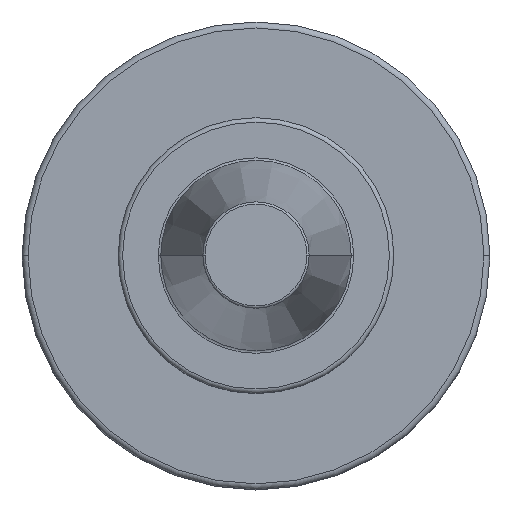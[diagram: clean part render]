
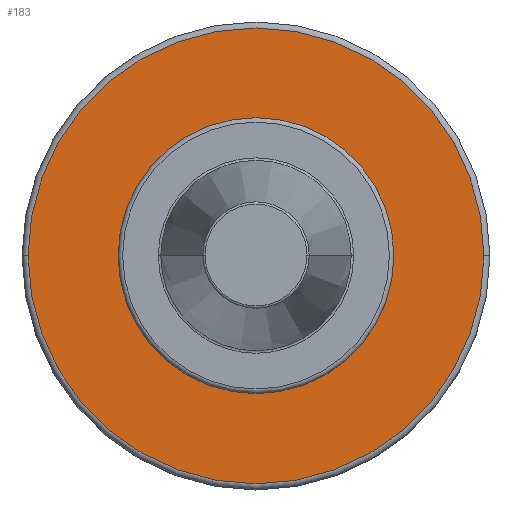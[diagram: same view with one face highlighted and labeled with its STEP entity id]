
A CAD part, top view. The second image highlights one B-rep face of the part: STEP entity #183.
In plain terms, the highlighted planar face has unit normal (0, 0, 1).
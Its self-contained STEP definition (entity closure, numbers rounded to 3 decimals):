
#183=ADVANCED_FACE('',(#218,#219),#206,.F.);
#206=PLANE('',#793);
#218=FACE_BOUND('',#254,.T.);
#219=FACE_BOUND('',#255,.T.);
#254=EDGE_LOOP('',(#385,#386));
#255=EDGE_LOOP('',(#387,#388));
#385=ORIENTED_EDGE('',*,*,#584,.T.);
#386=ORIENTED_EDGE('',*,*,#530,.T.);
#387=ORIENTED_EDGE('',*,*,#585,.T.);
#388=ORIENTED_EDGE('',*,*,#522,.T.);
#467=VERTEX_POINT('',#1121);
#468=VERTEX_POINT('',#1122);
#475=VERTEX_POINT('',#1139);
#476=VERTEX_POINT('',#1140);
#522=EDGE_CURVE('',#467,#468,#613,.T.);
#530=EDGE_CURVE('',#475,#476,#621,.T.);
#584=EDGE_CURVE('',#476,#475,#659,.T.);
#585=EDGE_CURVE('',#468,#467,#660,.T.);
#613=CIRCLE('',#721,22.);
#621=CIRCLE('',#731,38.);
#659=CIRCLE('',#791,38.);
#660=CIRCLE('',#792,22.);
#721=AXIS2_PLACEMENT_3D('',#1120,#864,#865);
#731=AXIS2_PLACEMENT_3D('',#1138,#884,#885);
#791=AXIS2_PLACEMENT_3D('',#1244,#1020,#1021);
#792=AXIS2_PLACEMENT_3D('',#1245,#1022,#1023);
#793=AXIS2_PLACEMENT_3D('',#1246,#1024,#1025);
#864=DIRECTION('',(0.,0.,-1.));
#865=DIRECTION('',(-1.,0.,0.));
#884=DIRECTION('',(0.,0.,1.));
#885=DIRECTION('',(-1.,0.,0.));
#1020=DIRECTION('',(0.,0.,1.));
#1021=DIRECTION('',(-1.,0.,0.));
#1022=DIRECTION('',(0.,0.,-1.));
#1023=DIRECTION('',(-1.,0.,0.));
#1024=DIRECTION('',(0.,0.,-1.));
#1025=DIRECTION('',(1.,0.,0.));
#1120=CARTESIAN_POINT('',(0.,0.,-34.));
#1121=CARTESIAN_POINT('',(22.,0.,-34.));
#1122=CARTESIAN_POINT('',(-22.,0.,-34.));
#1138=CARTESIAN_POINT('',(0.,0.,-34.));
#1139=CARTESIAN_POINT('',(38.,0.,-34.));
#1140=CARTESIAN_POINT('',(-38.,0.,-34.));
#1244=CARTESIAN_POINT('',(0.,0.,-34.));
#1245=CARTESIAN_POINT('',(0.,0.,-34.));
#1246=CARTESIAN_POINT('',(0.,21.,-34.));
